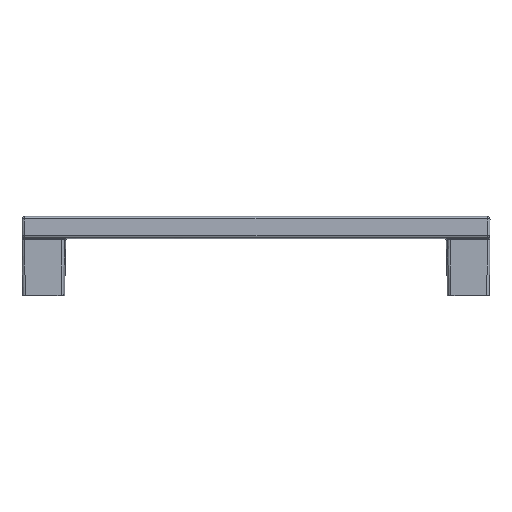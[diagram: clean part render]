
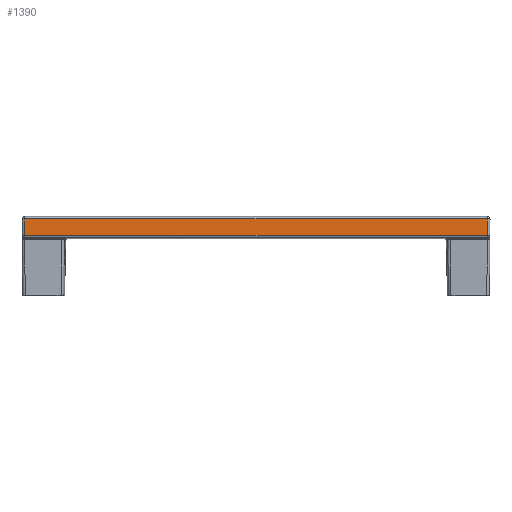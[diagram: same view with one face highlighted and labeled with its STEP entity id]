
A CAD part, top view. The second image highlights one B-rep face of the part: STEP entity #1390.
In plain terms, the highlighted planar face has unit normal (0, 0.018, 1).
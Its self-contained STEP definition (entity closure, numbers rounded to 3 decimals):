
#1000=CARTESIAN_POINT('',(93.,2.517,7.371));
#1010=DIRECTION('',(0.,-0.017,-1.));
#1020=DIRECTION('',(0.,1.,-0.017));
#1030=AXIS2_PLACEMENT_3D('',#1000,#1010,#1020);
#1040=PLANE('',#1030);
#1050=CARTESIAN_POINT('',(184.927,0.017,
7.415));
#1060=DIRECTION('',(0.009,1.,
-0.017));
#1070=VECTOR('',#1060,1.);
#1080=LINE('',#1050,#1070);
#1090=CARTESIAN_POINT('',(184.934,0.86,
7.4));
#1100=VERTEX_POINT('',#1090);
#1110=CARTESIAN_POINT('',(184.991,7.417,
7.285));
#1120=VERTEX_POINT('',#1110);
#1130=EDGE_CURVE('',#1100,#1120,#1080,.T.);
#1140=ORIENTED_EDGE('',*,*,#1130,.T.);
#1150=CARTESIAN_POINT('',(93.,0.86,7.4));
#1160=DIRECTION('',(-1.,0.,0.));
#1170=VECTOR('',#1160,1.);
#1180=LINE('',#1150,#1170);
#1190=CARTESIAN_POINT('',(1.066,0.86,
7.4));
#1200=VERTEX_POINT('',#1190);
#1210=EDGE_CURVE('',#1100,#1200,#1180,.T.);
#1220=ORIENTED_EDGE('',*,*,#1210,.F.);
#1230=CARTESIAN_POINT('',(1.073,0.017,
7.415));
#1240=DIRECTION('',(-0.009,1.,
-0.017));
#1250=VECTOR('',#1240,1.);
#1260=LINE('',#1230,#1250);
#1270=CARTESIAN_POINT('',(1.009,7.417,
7.285));
#1280=VERTEX_POINT('',#1270);
#1290=EDGE_CURVE('',#1200,#1280,#1260,.T.);
#1300=ORIENTED_EDGE('',*,*,#1290,.F.);
#1310=CARTESIAN_POINT('',(0.,7.417,7.285));
#1320=DIRECTION('',(-1.,0.,0.));
#1330=VECTOR('',#1320,1.);
#1340=LINE('',#1310,#1330);
#1350=EDGE_CURVE('',#1120,#1280,#1340,.T.);
#1360=ORIENTED_EDGE('',*,*,#1350,.T.);
#1370=EDGE_LOOP('',(#1360,#1300,#1220,#1140));
#1380=FACE_OUTER_BOUND('',#1370,.T.);
#1390=ADVANCED_FACE('',(#1380),#1040,.F.);
